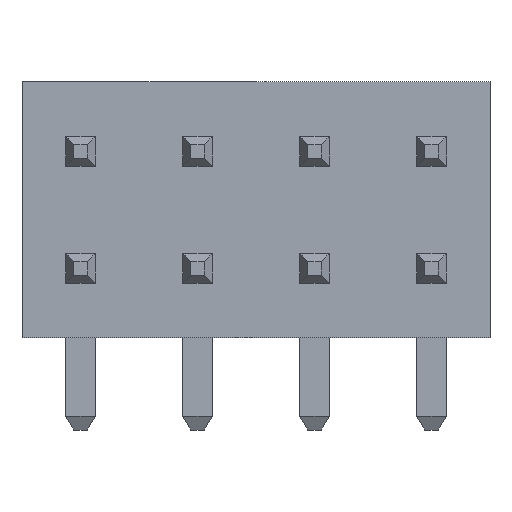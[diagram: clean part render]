
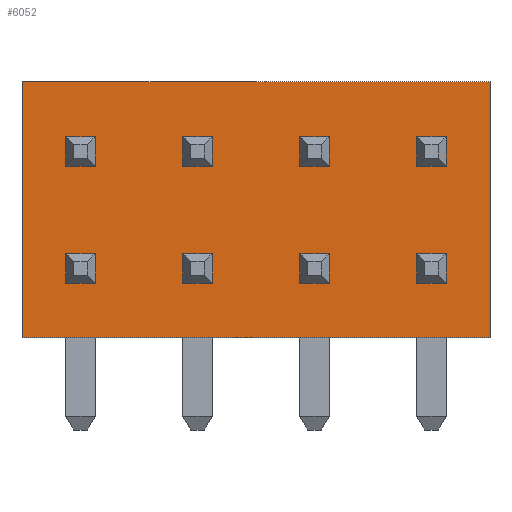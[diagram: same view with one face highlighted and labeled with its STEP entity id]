
A CAD part, front view. The second image highlights one B-rep face of the part: STEP entity #6052.
In plain terms, the highlighted planar face has unit normal (0, -1, 0).
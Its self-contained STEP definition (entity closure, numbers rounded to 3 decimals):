
#231 = CARTESIAN_POINT ( 'NONE',  ( -1.27, -4.41, 5.56 ) ) ;
#448 = CARTESIAN_POINT ( 'NONE',  ( -1.27, -4.41, 5.56 ) ) ;
#459 = DIRECTION ( 'NONE',  ( 0., 1., 0. ) ) ;
#610 = CARTESIAN_POINT ( 'NONE',  ( 8.89, -4.41, 0. ) ) ;
#799 = VERTEX_POINT ( 'NONE', #3306 ) ;
#806 = EDGE_CURVE ( 'NONE', #1894, #1179, #973, .T. ) ;
#973 = LINE ( 'NONE', #6112, #9088 ) ;
#1179 = VERTEX_POINT ( 'NONE', #610 ) ;
#1894 = VERTEX_POINT ( 'NONE', #7618 ) ;
#1924 = PLANE ( 'NONE',  #4778 ) ;
#1972 = DIRECTION ( 'NONE',  ( 1., 0., 0. ) ) ;
#2159 = LINE ( 'NONE', #9289, #7892 ) ;
#2777 = EDGE_LOOP ( 'NONE', ( #8039, #8070, #8333, #6736 ) ) ;
#3306 = CARTESIAN_POINT ( 'NONE',  ( 8.89, -4.41, 5.56 ) ) ;
#4543 = CARTESIAN_POINT ( 'NONE',  ( -1.27, -4.41, 5.56 ) ) ;
#4778 = AXIS2_PLACEMENT_3D ( 'NONE', #6239, #459, #1972 ) ;
#5093 = VERTEX_POINT ( 'NONE', #231 ) ;
#5118 = EDGE_CURVE ( 'NONE', #5093, #799, #5973, .T. ) ;
#5846 = VECTOR ( 'NONE', #7439, 1000. ) ;
#5973 = LINE ( 'NONE', #4543, #5846 ) ;
#6052 = ADVANCED_FACE ( 'NONE', ( #7710 ), #1924, .F. ) ;
#6112 = CARTESIAN_POINT ( 'NONE',  ( -1.27, -4.41, 0. ) ) ;
#6239 = CARTESIAN_POINT ( 'NONE',  ( -1.27, -4.41, 5.56 ) ) ;
#6736 = ORIENTED_EDGE ( 'NONE', *, *, #8076, .T. ) ;
#6771 = VECTOR ( 'NONE', #9194, 1000. ) ;
#6979 = LINE ( 'NONE', #448, #6771 ) ;
#7439 = DIRECTION ( 'NONE',  ( 1., 0., 0. ) ) ;
#7594 = DIRECTION ( 'NONE',  ( 1., 0., 0. ) ) ;
#7618 = CARTESIAN_POINT ( 'NONE',  ( -1.27, -4.41, 0. ) ) ;
#7710 = FACE_OUTER_BOUND ( 'NONE', #2777, .T. ) ;
#7892 = VECTOR ( 'NONE', #9249, 1000. ) ;
#7922 = EDGE_CURVE ( 'NONE', #799, #1179, #2159, .T. ) ;
#8039 = ORIENTED_EDGE ( 'NONE', *, *, #806, .T. ) ;
#8070 = ORIENTED_EDGE ( 'NONE', *, *, #7922, .F. ) ;
#8076 = EDGE_CURVE ( 'NONE', #5093, #1894, #6979, .T. ) ;
#8333 = ORIENTED_EDGE ( 'NONE', *, *, #5118, .F. ) ;
#9088 = VECTOR ( 'NONE', #7594, 1000. ) ;
#9194 = DIRECTION ( 'NONE',  ( 0., 0., -1. ) ) ;
#9249 = DIRECTION ( 'NONE',  ( 0., 0., -1. ) ) ;
#9289 = CARTESIAN_POINT ( 'NONE',  ( 8.89, -4.41, 5.56 ) ) ;
